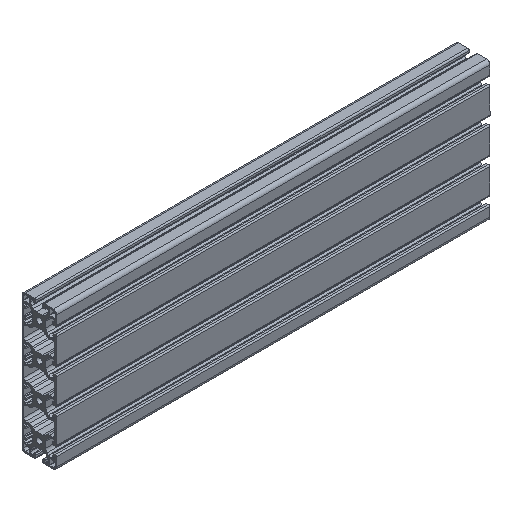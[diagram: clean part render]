
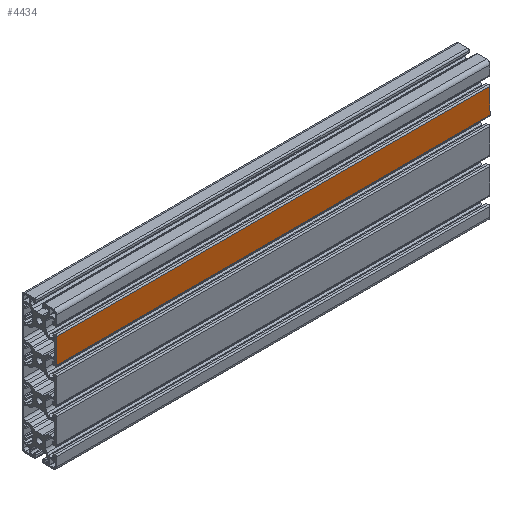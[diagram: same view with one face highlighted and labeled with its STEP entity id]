
A CAD part, isometric view. The second image highlights one B-rep face of the part: STEP entity #4434.
In plain terms, the highlighted planar face has unit normal (0, -1, 0).
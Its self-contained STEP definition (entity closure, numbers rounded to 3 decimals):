
#190 = CARTESIAN_POINT ( 'NONE',  ( 500., -20., 1825.6 ) ) ;
#561 = VERTEX_POINT ( 'NONE', #9941 ) ;
#756 = DIRECTION ( 'NONE',  ( -1., 0., 0. ) ) ;
#776 = VERTEX_POINT ( 'NONE', #3129 ) ;
#1481 = CARTESIAN_POINT ( 'NONE',  ( 500., -20., 1825.6 ) ) ;
#1829 = DIRECTION ( 'NONE',  ( -1., 0., 0. ) ) ;
#1964 = EDGE_CURVE ( 'NONE', #9604, #776, #7835, .T. ) ;
#2516 = DIRECTION ( 'NONE',  ( 0., 0., -1. ) ) ;
#2798 = VECTOR ( 'NONE', #2516, 1000. ) ;
#2808 = CARTESIAN_POINT ( 'NONE',  ( 500., -20., 1854.4 ) ) ;
#2968 = ORIENTED_EDGE ( 'NONE', *, *, #1964, .T. ) ;
#3129 = CARTESIAN_POINT ( 'NONE',  ( 0., -20., 1854.4 ) ) ;
#3335 = CARTESIAN_POINT ( 'NONE',  ( 500., -20., 1854.4 ) ) ;
#3762 = LINE ( 'NONE', #7800, #2798 ) ;
#4212 = VERTEX_POINT ( 'NONE', #190 ) ;
#4434 = ADVANCED_FACE ( 'NONE', ( #10058 ), #12054, .F. ) ;
#4496 = LINE ( 'NONE', #1481, #12735 ) ;
#4749 = DIRECTION ( 'NONE',  ( 0., 1., 0. ) ) ;
#4767 = AXIS2_PLACEMENT_3D ( 'NONE', #7013, #4749, #8876 ) ;
#4897 = CARTESIAN_POINT ( 'NONE',  ( 0., -20., 1854.4 ) ) ;
#5556 = ORIENTED_EDGE ( 'NONE', *, *, #6609, .F. ) ;
#5744 = EDGE_CURVE ( 'NONE', #776, #561, #11923, .T. ) ;
#6099 = DIRECTION ( 'NONE',  ( 0., 0., -1. ) ) ;
#6609 = EDGE_CURVE ( 'NONE', #4212, #561, #4496, .T. ) ;
#6661 = EDGE_CURVE ( 'NONE', #9604, #4212, #3762, .T. ) ;
#7013 = CARTESIAN_POINT ( 'NONE',  ( 500., -20., 1854.4 ) ) ;
#7057 = ORIENTED_EDGE ( 'NONE', *, *, #6661, .F. ) ;
#7800 = CARTESIAN_POINT ( 'NONE',  ( 500., -20., 1854.4 ) ) ;
#7835 = LINE ( 'NONE', #2808, #10760 ) ;
#8182 = EDGE_LOOP ( 'NONE', ( #11667, #5556, #7057, #2968 ) ) ;
#8876 = DIRECTION ( 'NONE',  ( 0., 0., 1. ) ) ;
#9604 = VERTEX_POINT ( 'NONE', #3335 ) ;
#9941 = CARTESIAN_POINT ( 'NONE',  ( 0., -20., 1825.6 ) ) ;
#10058 = FACE_OUTER_BOUND ( 'NONE', #8182, .T. ) ;
#10606 = VECTOR ( 'NONE', #6099, 1000. ) ;
#10760 = VECTOR ( 'NONE', #1829, 1000. ) ;
#11667 = ORIENTED_EDGE ( 'NONE', *, *, #5744, .T. ) ;
#11923 = LINE ( 'NONE', #4897, #10606 ) ;
#12054 = PLANE ( 'NONE',  #4767 ) ;
#12735 = VECTOR ( 'NONE', #756, 1000. ) ;
